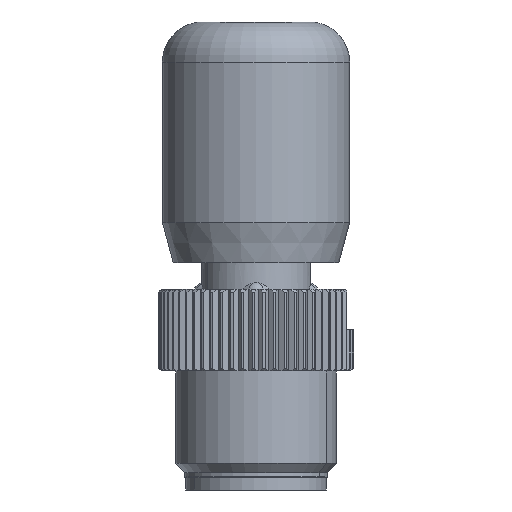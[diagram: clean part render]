
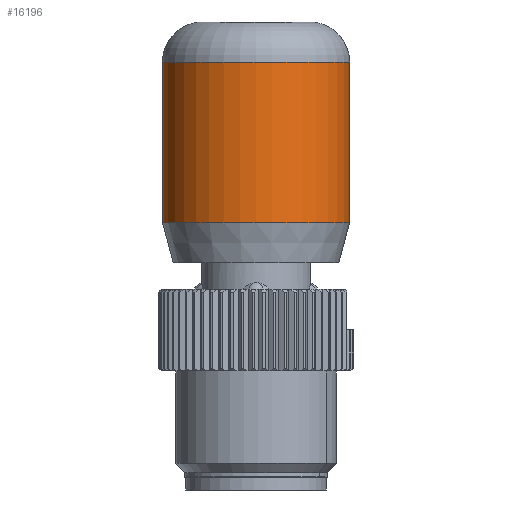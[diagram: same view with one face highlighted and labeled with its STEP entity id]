
A CAD part, front view. The second image highlights one B-rep face of the part: STEP entity #16196.
In plain terms, the highlighted cylindrical face has radius 7 mm (diameter 14 mm), a partial arc.
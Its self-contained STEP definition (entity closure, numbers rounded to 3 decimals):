
#16013=AXIS2_PLACEMENT_3D('Circle Axis2P3D',#16011,#16012,$) ;
#16151=AXIS2_PLACEMENT_3D('Cylinder Axis2P3D',#16148,#16149,#16150) ;
#16187=AXIS2_PLACEMENT_3D('Circle Axis2P3D',#16185,#16186,$) ;
#16008=CARTESIAN_POINT('Vertex',(0.3,7.3,32.)) ;
#16011=CARTESIAN_POINT('Axis2P3D Location',(7.3,7.3,32.)) ;
#16015=CARTESIAN_POINT('Vertex',(14.3,7.3,32.)) ;
#16148=CARTESIAN_POINT('Axis2P3D Location',(7.3,7.3,28.)) ;
#16153=CARTESIAN_POINT('Line Origine',(0.3,7.3,28.)) ;
#16157=CARTESIAN_POINT('Vertex',(0.3,7.3,20.)) ;
#16160=CARTESIAN_POINT('Line Origine',(14.3,7.3,28.)) ;
#16164=CARTESIAN_POINT('Vertex',(14.3,7.3,20.)) ;
#16185=CARTESIAN_POINT('Axis2P3D Location',(7.3,7.3,20.)) ;
#16012=DIRECTION('Axis2P3D Direction',(0.,0.,1.)) ;
#16149=DIRECTION('Axis2P3D Direction',(0.,0.,1.)) ;
#16150=DIRECTION('Axis2P3D XDirection',(1.,0.,0.)) ;
#16154=DIRECTION('Vector Direction',(0.,0.,1.)) ;
#16161=DIRECTION('Vector Direction',(0.,0.,1.)) ;
#16186=DIRECTION('Axis2P3D Direction',(0.,0.,1.)) ;
#16155=VECTOR('Line Direction',#16154,1.) ;
#16162=VECTOR('Line Direction',#16161,1.) ;
#16191=ORIENTED_EDGE('',*,*,#16166,.T.) ;
#16192=ORIENTED_EDGE('',*,*,#16017,.F.) ;
#16193=ORIENTED_EDGE('',*,*,#16159,.F.) ;
#16194=ORIENTED_EDGE('',*,*,#16189,.T.) ;
#16196=ADVANCED_FACE('58054_SAIP-M12W-4-XXX.1\\33025_SAIL_GF_WI_M12.1\\K\X2\00F6\X0\rper.2',(#16195),#16152,.T.) ;
#16014=CIRCLE('generated circle',#16013,7.) ;
#16188=CIRCLE('generated circle',#16187,7.) ;
#16152=CYLINDRICAL_SURFACE('generated cylinder',#16151,7.) ;
#16017=EDGE_CURVE('',#16009,#16016,#16014,.T.) ;
#16159=EDGE_CURVE('',#16158,#16009,#16156,.T.) ;
#16166=EDGE_CURVE('',#16165,#16016,#16163,.T.) ;
#16189=EDGE_CURVE('',#16158,#16165,#16188,.T.) ;
#16190=EDGE_LOOP('',(#16191,#16192,#16193,#16194)) ;
#16195=FACE_OUTER_BOUND('',#16190,.T.) ;
#16156=LINE('Line',#16153,#16155) ;
#16163=LINE('Line',#16160,#16162) ;
#16009=VERTEX_POINT('',#16008) ;
#16016=VERTEX_POINT('',#16015) ;
#16158=VERTEX_POINT('',#16157) ;
#16165=VERTEX_POINT('',#16164) ;
